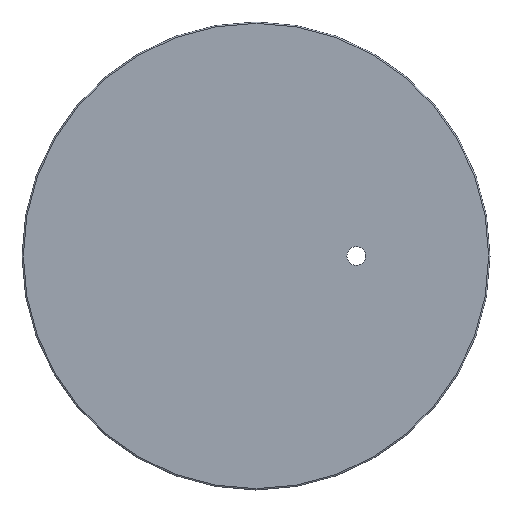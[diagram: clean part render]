
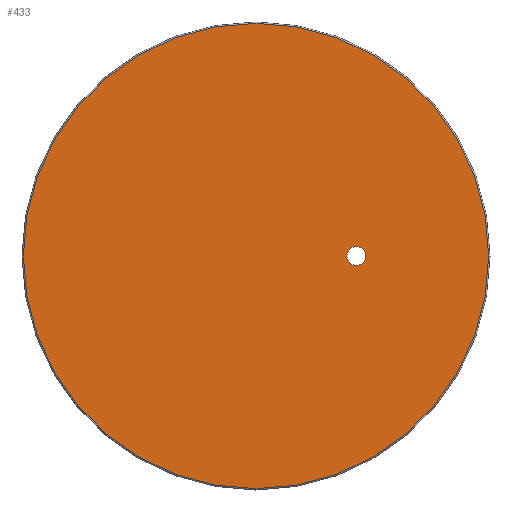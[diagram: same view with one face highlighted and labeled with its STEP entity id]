
A CAD part, front view. The second image highlights one B-rep face of the part: STEP entity #433.
In plain terms, the highlighted planar face has unit normal (0, -1, 0).
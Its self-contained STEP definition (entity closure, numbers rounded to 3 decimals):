
#24=FACE_BOUND('',#95,.T.);
#33=PLANE('',#522);
#63=FACE_OUTER_BOUND('',#94,.T.);
#94=EDGE_LOOP('',(#381,#382));
#95=EDGE_LOOP('',(#383));
#128=CIRCLE('',#466,3.5);
#163=CIRCLE('',#519,87.);
#164=CIRCLE('',#520,87.);
#174=VERTEX_POINT('',#698);
#208=VERTEX_POINT('',#795);
#209=VERTEX_POINT('',#796);
#220=EDGE_CURVE('',#174,#174,#128,.T.);
#265=EDGE_CURVE('',#208,#209,#163,.T.);
#266=EDGE_CURVE('',#209,#208,#164,.T.);
#381=ORIENTED_EDGE('',*,*,#265,.T.);
#382=ORIENTED_EDGE('',*,*,#266,.T.);
#383=ORIENTED_EDGE('',*,*,#220,.T.);
#433=ADVANCED_FACE('',(#63,#24),#33,.T.);
#466=AXIS2_PLACEMENT_3D('',#699,#551,#552);
#519=AXIS2_PLACEMENT_3D('',#797,#667,#668);
#520=AXIS2_PLACEMENT_3D('',#798,#669,#670);
#522=AXIS2_PLACEMENT_3D('',#800,#673,#674);
#551=DIRECTION('center_axis',(0.,1.,0.));
#552=DIRECTION('ref_axis',(1.,0.,0.));
#667=DIRECTION('center_axis',(0.,-1.,0.));
#668=DIRECTION('ref_axis',(1.,0.,0.));
#669=DIRECTION('center_axis',(0.,-1.,0.));
#670=DIRECTION('ref_axis',(1.,0.,0.));
#673=DIRECTION('center_axis',(0.,-1.,0.));
#674=DIRECTION('ref_axis',(0.,0.,-1.));
#698=CARTESIAN_POINT('',(34.,0.,0.));
#699=CARTESIAN_POINT('Origin',(37.5,0.,0.));
#795=CARTESIAN_POINT('',(87.,0.,0.));
#796=CARTESIAN_POINT('',(0.,0.,87.));
#797=CARTESIAN_POINT('Origin',(0.,0.,
0.));
#798=CARTESIAN_POINT('Origin',(0.,0.,
0.));
#800=CARTESIAN_POINT('Origin',(0.,0.,0.));
